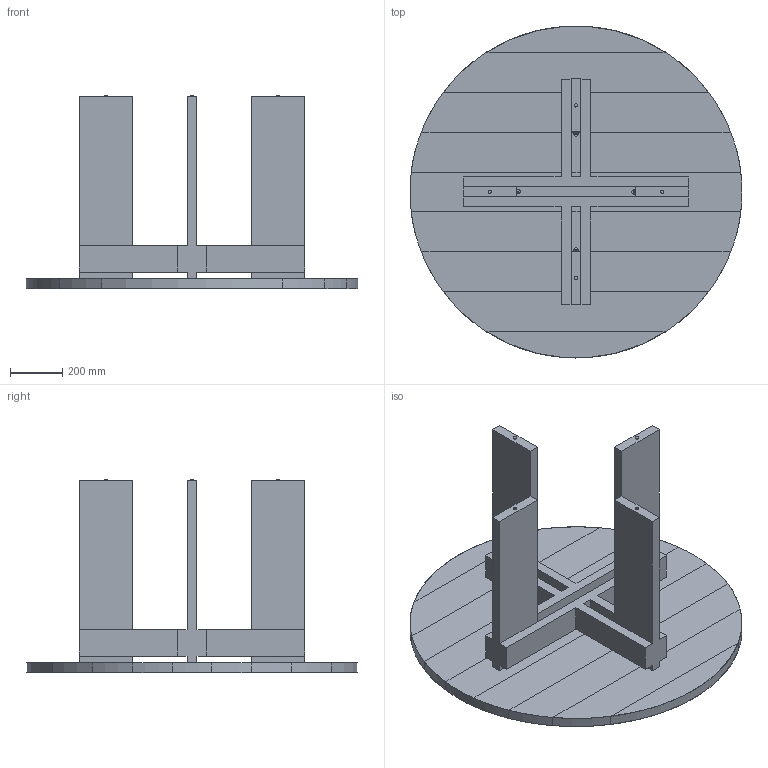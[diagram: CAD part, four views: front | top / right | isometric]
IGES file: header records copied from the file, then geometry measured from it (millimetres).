
Start section: SolidWorks IGES file using analytic representation for surfaces
Global section: file name: Chapter Table 50in PnG (Solid Body).IGS; native system: SolidWorks 2021; preprocessor: SolidWorks 2021; author: dum; date: 210720.163639; units: inch
Bounding box: 1270 x 1270 x 739.77 mm (x, y, z)
Surface area: 5318996.8 mm2 (no closed solid volume)
Topology: 0 solids, 0 shells, 215 faces, 2513 edges, 2513 vertices
Faces by surface type: bspline 145, revolution 70
